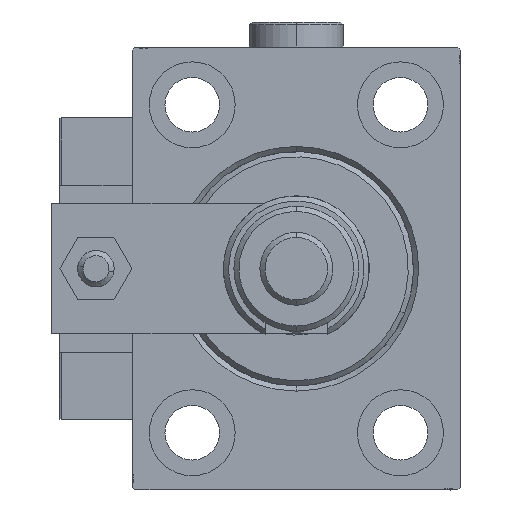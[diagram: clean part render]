
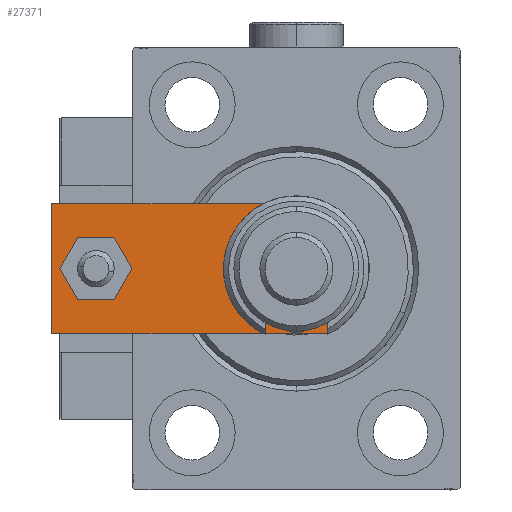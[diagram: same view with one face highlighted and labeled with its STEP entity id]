
A CAD part, left-side view. The second image highlights one B-rep face of the part: STEP entity #27371.
In plain terms, the highlighted face is planar.
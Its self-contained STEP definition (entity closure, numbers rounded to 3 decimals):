
#77 = EDGE_CURVE ( 'NONE', #39306, #18663, #9524, .T. ) ;
#145 = EDGE_CURVE ( 'NONE', #26861, #39306, #30435, .T. ) ;
#1358 = VECTOR ( 'NONE', #18600, 1000. ) ;
#1973 = VECTOR ( 'NONE', #37118, 1000. ) ;
#2003 = ORIENTED_EDGE ( 'NONE', *, *, #49694, .F. ) ;
#2014 = DIRECTION ( 'NONE',  ( 1., 0., 0. ) ) ;
#2230 = VERTEX_POINT ( 'NONE', #3617 ) ;
#2423 = AXIS2_PLACEMENT_3D ( 'NONE', #40875, #7083, #27970 ) ;
#2837 = VECTOR ( 'NONE', #11563, 1000. ) ;
#3035 = LINE ( 'NONE', #36848, #2837 ) ;
#3617 = CARTESIAN_POINT ( 'NONE',  ( 12.5, 60., 6. ) ) ;
#3625 = VECTOR ( 'NONE', #8456, 1000. ) ;
#4276 = ORIENTED_EDGE ( 'NONE', *, *, #44120, .T. ) ;
#4379 = VERTEX_POINT ( 'NONE', #36140 ) ;
#4721 = CARTESIAN_POINT ( 'NONE',  ( -12.5, 7., 6. ) ) ;
#4736 = EDGE_LOOP ( 'NONE', ( #44340, #36143, #14940, #4276, #50471, #33913 ) ) ;
#5973 = CARTESIAN_POINT ( 'NONE',  ( 2.75, -2.75, 6. ) ) ;
#7083 = DIRECTION ( 'NONE',  ( 0., 0., 1. ) ) ;
#7137 = CARTESIAN_POINT ( 'NONE',  ( -4., 51.5, 6. ) ) ;
#7567 = CARTESIAN_POINT ( 'NONE',  ( -12.5, 60., 6. ) ) ;
#8026 = VECTOR ( 'NONE', #26311, 1000. ) ;
#8456 = DIRECTION ( 'NONE',  ( 0.707, -0.707, 0. ) ) ;
#9493 = AXIS2_PLACEMENT_3D ( 'NONE', #31968, #11901, #23711 ) ;
#9524 = LINE ( 'NONE', #18034, #3625 ) ;
#10360 = VECTOR ( 'NONE', #18596, 1000. ) ;
#11191 = FACE_OUTER_BOUND ( 'NONE', #4736, .T. ) ;
#11261 = CIRCLE ( 'NONE', #9493, 4. ) ;
#11563 = DIRECTION ( 'NONE',  ( 1., 0., 0. ) ) ;
#11901 = DIRECTION ( 'NONE',  ( 0., 0., 1. ) ) ;
#13656 = VERTEX_POINT ( 'NONE', #20697 ) ;
#14940 = ORIENTED_EDGE ( 'NONE', *, *, #38361, .T. ) ;
#17776 = AXIS2_PLACEMENT_3D ( 'NONE', #44188, #22224, #22756 ) ;
#18034 = CARTESIAN_POINT ( 'NONE',  ( -2.75, -2.75, 6. ) ) ;
#18596 = DIRECTION ( 'NONE',  ( 0.707, 0.707, 0. ) ) ;
#18600 = DIRECTION ( 'NONE',  ( -1., 0., 0. ) ) ;
#18648 = EDGE_CURVE ( 'NONE', #2230, #26861, #51901, .T. ) ;
#18663 = VERTEX_POINT ( 'NONE', #18879 ) ;
#18879 = CARTESIAN_POINT ( 'NONE',  ( -5.5, 0., 6. ) ) ;
#20697 = CARTESIAN_POINT ( 'NONE',  ( 4., 51.5, 6. ) ) ;
#21397 = VERTEX_POINT ( 'NONE', #46042 ) ;
#22224 = DIRECTION ( 'NONE',  ( 0., 0., 1. ) ) ;
#22756 = DIRECTION ( 'NONE',  ( 1., 0., 0. ) ) ;
#23711 = DIRECTION ( 'NONE',  ( 1., 0., 0. ) ) ;
#25110 = VERTEX_POINT ( 'NONE', #45773 ) ;
#25173 = EDGE_LOOP ( 'NONE', ( #39435, #50741 ) ) ;
#26311 = DIRECTION ( 'NONE',  ( 0., -1., 0. ) ) ;
#26861 = VERTEX_POINT ( 'NONE', #7567 ) ;
#27038 = CIRCLE ( 'NONE', #34064, 4. ) ;
#27371 = ADVANCED_FACE ( 'NONE', ( #53254, #11191, #44715 ), #49697, .T. ) ;
#27951 = EDGE_CURVE ( 'NONE', #42975, #13656, #27038, .T. ) ;
#27970 = DIRECTION ( 'NONE',  ( 1., 0., 0. ) ) ;
#28140 = EDGE_CURVE ( 'NONE', #13656, #42975, #11261, .T. ) ;
#28337 = LINE ( 'NONE', #48669, #1973 ) ;
#28964 = VERTEX_POINT ( 'NONE', #30669 ) ;
#30435 = LINE ( 'NONE', #41974, #8026 ) ;
#30669 = CARTESIAN_POINT ( 'NONE',  ( -8.25, 13., 6. ) ) ;
#31013 = LINE ( 'NONE', #5973, #10360 ) ;
#31968 = CARTESIAN_POINT ( 'NONE',  ( 0., 51.5, 6. ) ) ;
#33913 = ORIENTED_EDGE ( 'NONE', *, *, #18648, .T. ) ;
#34064 = AXIS2_PLACEMENT_3D ( 'NONE', #39657, #47643, #2014 ) ;
#34069 = EDGE_LOOP ( 'NONE', ( #2003, #36461 ) ) ;
#34145 = AXIS2_PLACEMENT_3D ( 'NONE', #45269, #38048, #53812 ) ;
#36140 = CARTESIAN_POINT ( 'NONE',  ( 12.5, 7., 6. ) ) ;
#36143 = ORIENTED_EDGE ( 'NONE', *, *, #77, .T. ) ;
#36461 = ORIENTED_EDGE ( 'NONE', *, *, #38596, .F. ) ;
#36848 = CARTESIAN_POINT ( 'NONE',  ( -12.5, 0., 6. ) ) ;
#37118 = DIRECTION ( 'NONE',  ( 0., 1., 0. ) ) ;
#38048 = DIRECTION ( 'NONE',  ( 0., 0., 1. ) ) ;
#38361 = EDGE_CURVE ( 'NONE', #18663, #21397, #3035, .T. ) ;
#38364 = EDGE_CURVE ( 'NONE', #4379, #2230, #28337, .T. ) ;
#38596 = EDGE_CURVE ( 'NONE', #25110, #28964, #40568, .T. ) ;
#39306 = VERTEX_POINT ( 'NONE', #4721 ) ;
#39435 = ORIENTED_EDGE ( 'NONE', *, *, #27951, .F. ) ;
#39657 = CARTESIAN_POINT ( 'NONE',  ( 0., 51.5, 6. ) ) ;
#40568 = CIRCLE ( 'NONE', #17776, 8.25 ) ;
#40875 = CARTESIAN_POINT ( 'NONE',  ( 0., 0., 6. ) ) ;
#41974 = CARTESIAN_POINT ( 'NONE',  ( -12.5, 60., 6. ) ) ;
#42975 = VERTEX_POINT ( 'NONE', #7137 ) ;
#44120 = EDGE_CURVE ( 'NONE', #21397, #4379, #31013, .T. ) ;
#44188 = CARTESIAN_POINT ( 'NONE',  ( 0., 13., 6. ) ) ;
#44340 = ORIENTED_EDGE ( 'NONE', *, *, #145, .T. ) ;
#44715 = FACE_BOUND ( 'NONE', #34069, .T. ) ;
#45269 = CARTESIAN_POINT ( 'NONE',  ( 0., 13., 6. ) ) ;
#45773 = CARTESIAN_POINT ( 'NONE',  ( 8.25, 13., 6. ) ) ;
#46042 = CARTESIAN_POINT ( 'NONE',  ( 5.5, 0., 6. ) ) ;
#46416 = CIRCLE ( 'NONE', #34145, 8.25 ) ;
#47643 = DIRECTION ( 'NONE',  ( 0., 0., 1. ) ) ;
#47765 = CARTESIAN_POINT ( 'NONE',  ( 12.5, 60., 6. ) ) ;
#48669 = CARTESIAN_POINT ( 'NONE',  ( 12.5, 0., 6. ) ) ;
#49694 = EDGE_CURVE ( 'NONE', #28964, #25110, #46416, .T. ) ;
#49697 = PLANE ( 'NONE',  #2423 ) ;
#50471 = ORIENTED_EDGE ( 'NONE', *, *, #38364, .T. ) ;
#50741 = ORIENTED_EDGE ( 'NONE', *, *, #28140, .F. ) ;
#51901 = LINE ( 'NONE', #47765, #1358 ) ;
#53254 = FACE_BOUND ( 'NONE', #25173, .T. ) ;
#53812 = DIRECTION ( 'NONE',  ( 1., 0., 0. ) ) ;
